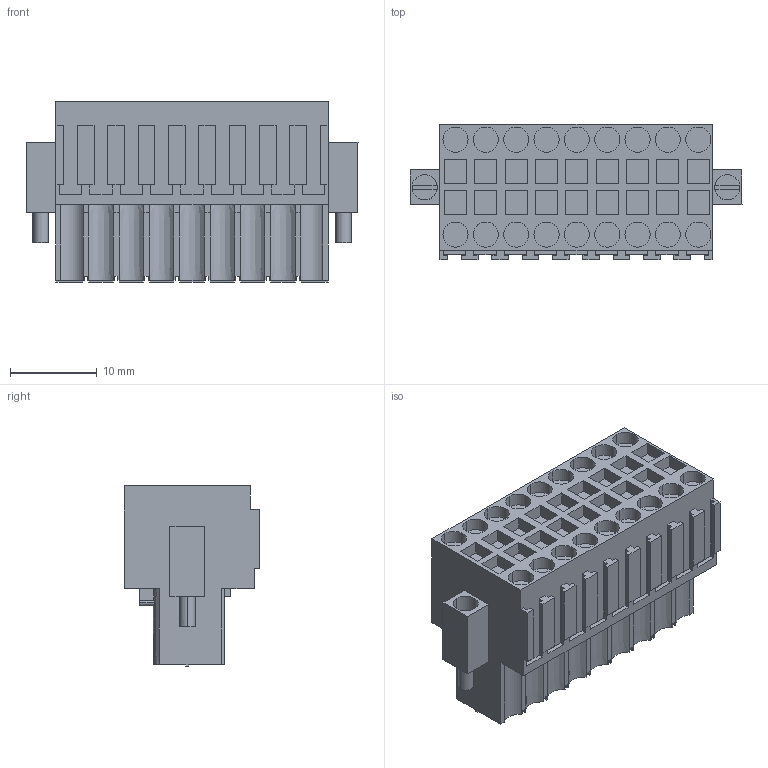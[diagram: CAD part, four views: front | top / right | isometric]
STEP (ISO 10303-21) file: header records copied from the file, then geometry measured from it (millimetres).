
FILE_DESCRIPTION(('CATIA V5 STEP Exchange','CAx-IF Rec.Pracs.--- Model Styling and Organization---1.2---2011-12-15'),'2;1');
FILE_NAME ('D1459966_0_1944730000_1944730000.stp','2017-04-20T09:41:27+00:00',('none'),('Weidmueller'),'CATIA Version 5-6 Release 2014','CATIA V5 STEP AP214','none');
FILE_SCHEMA(('AUTOMOTIVE_DESIGN { 1 0 10303 214 1 1 1 1 }'));
Length unit declared in the file: millimetre
Products named in the file (1): 1944730000
Bounding box: 38.3 x 15.6 x 20.8 mm (x, y, z)
Volume: 7296.1 mm3; surface area: 4504.1 mm2
Topology: 3 solids, 3 shells, 744 faces, 2050 edges, 1388 vertices
Faces by surface type: plane 638, cylinder 90, extrusion 16
Entity records: 22120 total; most frequent: CARTESIAN_POINT 4412, ORIENTED_EDGE 4100, DIRECTION 2848, EDGE_CURVE 2050, VECTOR 1810, LINE 1794, VERTEX_POINT 1388, EDGE_LOOP 824
